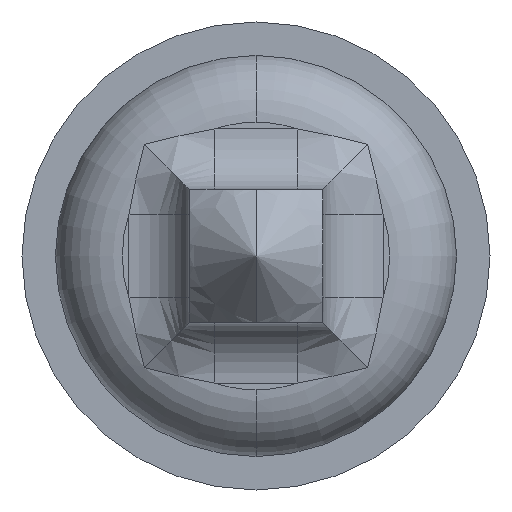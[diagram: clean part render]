
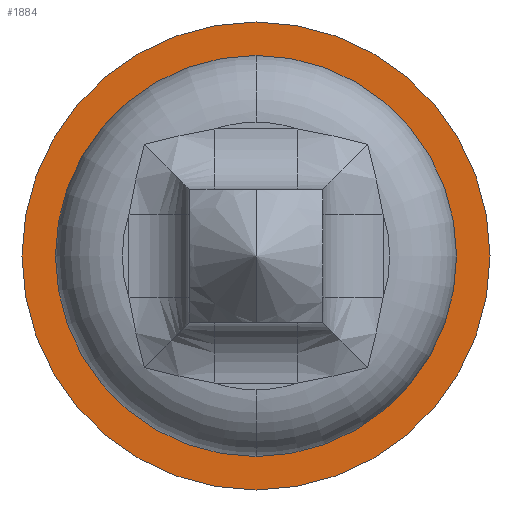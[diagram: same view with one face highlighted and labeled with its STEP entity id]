
A CAD part, front view. The second image highlights one B-rep face of the part: STEP entity #1884.
In plain terms, the highlighted planar face has unit normal (0, -1, 0).
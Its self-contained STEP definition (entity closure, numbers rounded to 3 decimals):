
#66 = VERTEX_POINT ( 'NONE', #2927 ) ;
#89 = ORIENTED_EDGE ( 'NONE', *, *, #2141, .F. ) ;
#167 = ORIENTED_EDGE ( 'NONE', *, *, #1654, .T. ) ;
#186 = CIRCLE ( 'NONE', #4327, 1.5 ) ;
#203 = VERTEX_POINT ( 'NONE', #4607 ) ;
#276 = DIRECTION ( 'NONE',  ( 0., 1., 0. ) ) ;
#359 = DIRECTION ( 'NONE',  ( 0., 1., 0. ) ) ;
#467 = CARTESIAN_POINT ( 'NONE',  ( 1.75, -2., 0. ) ) ;
#540 = AXIS2_PLACEMENT_3D ( 'NONE', #4303, #1876, #2202 ) ;
#639 = CARTESIAN_POINT ( 'NONE',  ( 0., -2., 0. ) ) ;
#702 = DIRECTION ( 'NONE',  ( 0., 1., 0. ) ) ;
#880 = DIRECTION ( 'NONE',  ( 0., 0., 1. ) ) ;
#919 = AXIS2_PLACEMENT_3D ( 'NONE', #3127, #276, #4365 ) ;
#1139 = CARTESIAN_POINT ( 'NONE',  ( 0., -2., 1.75 ) ) ;
#1332 = VERTEX_POINT ( 'NONE', #1139 ) ;
#1654 = EDGE_CURVE ( 'Defeature ausgef�hrt1_6+Defeature ausgef�hrt1_5+Defeature ausgef�hrt1_5+Defeature ausgef�hrt1_5', #66, #203, #186, .T. ) ;
#1876 = DIRECTION ( 'NONE',  ( 0., 1., 0. ) ) ;
#1884 = ADVANCED_FACE ( 'Defeature ausgef�hrt1_6', ( #2193, #3405 ), #3682, .F. ) ;
#1888 = CIRCLE ( 'NONE', #540, 1.5 ) ;
#1939 = EDGE_LOOP ( 'NONE', ( #2833, #167 ) ) ;
#2141 = EDGE_CURVE ( 'Defeature ausgef�hrt1_7+Defeature ausgef�hrt1_6+Defeature ausgef�hrt1_6+Defeature ausgef�hrt1_6', #1332, #4495, #4784, .T. ) ;
#2192 = EDGE_CURVE ( 'Defeature ausgef�hrt1_7+Defeature ausgef�hrt1_6+Defeature ausgef�hrt1_6+Defeature ausgef�hrt1_6', #4495, #1332, #2769, .T. ) ;
#2193 = FACE_OUTER_BOUND ( 'NONE', #4103, .T. ) ;
#2202 = DIRECTION ( 'NONE',  ( 0., 0., 1. ) ) ;
#2542 = EDGE_CURVE ( 'Defeature ausgef�hrt1_6+Defeature ausgef�hrt1_5+Defeature ausgef�hrt1_5+Defeature ausgef�hrt1_5', #203, #66, #1888, .T. ) ;
#2769 = CIRCLE ( 'NONE', #4678, 1.75 ) ;
#2833 = ORIENTED_EDGE ( 'NONE', *, *, #2542, .T. ) ;
#2898 = AXIS2_PLACEMENT_3D ( 'NONE', #467, #3303, #880 ) ;
#2927 = CARTESIAN_POINT ( 'NONE',  ( 0., -2., -1.5 ) ) ;
#2964 = CARTESIAN_POINT ( 'NONE',  ( 0., -2., -1.75 ) ) ;
#3127 = CARTESIAN_POINT ( 'NONE',  ( 0., -2., 0. ) ) ;
#3231 = CARTESIAN_POINT ( 'NONE',  ( 0., -2., 0. ) ) ;
#3303 = DIRECTION ( 'NONE',  ( 0., 1., 0. ) ) ;
#3405 = FACE_BOUND ( 'NONE', #1939, .T. ) ;
#3468 = DIRECTION ( 'NONE',  ( 0., 0., 1. ) ) ;
#3682 = PLANE ( 'NONE',  #2898 ) ;
#4015 = DIRECTION ( 'NONE',  ( 0., 0., 1. ) ) ;
#4103 = EDGE_LOOP ( 'NONE', ( #89, #4773 ) ) ;
#4303 = CARTESIAN_POINT ( 'NONE',  ( 0., -2., 0. ) ) ;
#4327 = AXIS2_PLACEMENT_3D ( 'NONE', #639, #702, #3468 ) ;
#4365 = DIRECTION ( 'NONE',  ( 0., 0., 1. ) ) ;
#4495 = VERTEX_POINT ( 'NONE', #2964 ) ;
#4607 = CARTESIAN_POINT ( 'NONE',  ( 0., -2., 1.5 ) ) ;
#4678 = AXIS2_PLACEMENT_3D ( 'NONE', #3231, #359, #4015 ) ;
#4773 = ORIENTED_EDGE ( 'NONE', *, *, #2192, .F. ) ;
#4784 = CIRCLE ( 'NONE', #919, 1.75 ) ;
